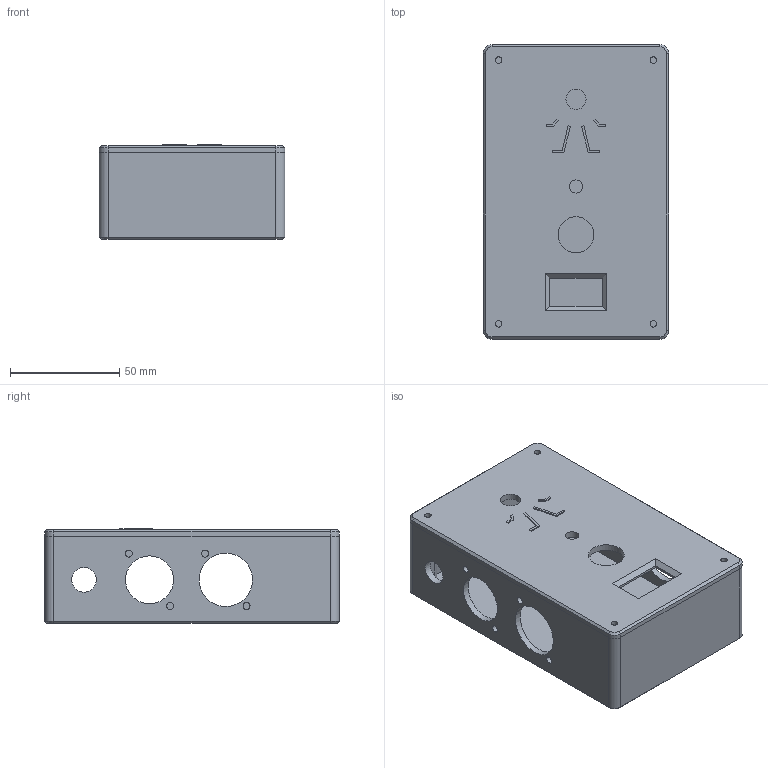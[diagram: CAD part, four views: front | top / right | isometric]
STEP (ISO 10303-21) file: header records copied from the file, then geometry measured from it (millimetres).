
FILE_DESCRIPTION(/* description */ (''),/* implementation_level */ '2;1');
FILE_NAME(/* name */ 'CableTester.step',/* time_stamp */ '2022-02-24T19:41:46+01:00',/* author */ (''),/* organization */ (''),/* preprocessor_version */ 'ST-DEVELOPER v18.1',/* originating_system */ 'Autodesk Translation Framework v10.13.0.1454',/* authorisation */ '');
FILE_SCHEMA (('AUTOMOTIVE_DESIGN { 1 0 10303 214 3 1 1 }'));
Length unit declared in the file: millimetre
Products named in the file (2): Cable Tester; Case
Assembly tree (1 placements, depth 2):
  Cable Tester
    Case
Bounding box: 85 x 135 x 43.5 mm (x, y, z)
Volume: 115263.5 mm3; surface area: 77191.6 mm2
Topology: 2 solids, 2 shells, 118 faces, 295 edges, 190 vertices
Faces by surface type: plane 73, cylinder 37, cone 8
Full cylindrical faces by diameter (mm): 3 x8, 3.2 x8, 6 x1, 9.3 x1, 11.3 x2, 16.5 x1, 22 x2, 24.5 x2
Entity records: 3641 total; most frequent: DIRECTION 619, CARTESIAN_POINT 606, ORIENTED_EDGE 590, EDGE_CURVE 295, LINE 213, VECTOR 213, AXIS2_PLACEMENT_3D 203, VERTEX_POINT 190
